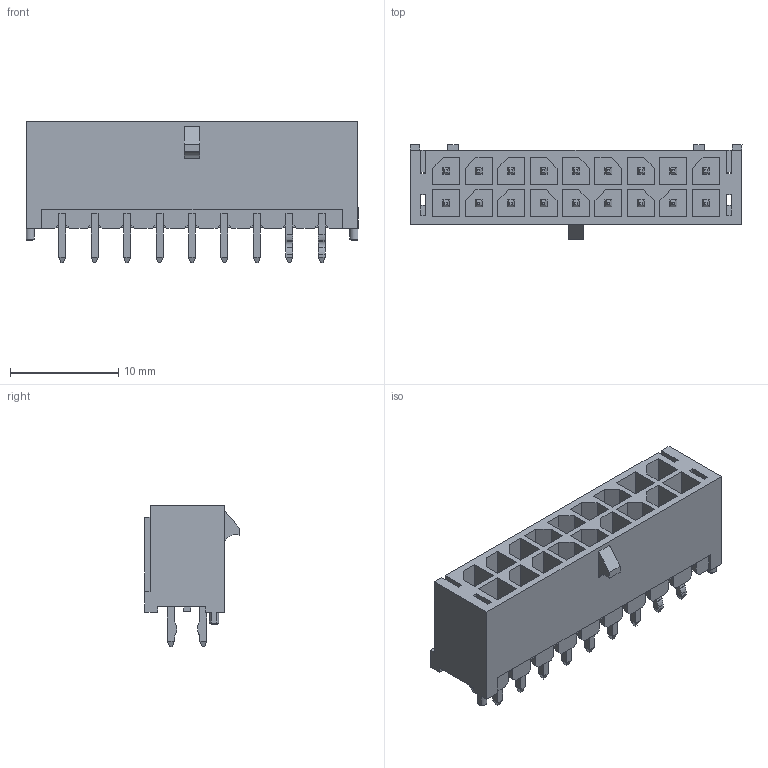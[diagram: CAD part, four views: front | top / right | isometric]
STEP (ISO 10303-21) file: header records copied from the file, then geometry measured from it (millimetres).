
FILE_DESCRIPTION(/* description */ ('Unknown'),/* implementation_level */ '2;1');
FILE_NAME(/* name */ 'J_Wurth_WR-MPC3_66201821122',/* time_stamp */ '2025-06-04T17:15:00+08:00',/* author */ ('Unknown'),/* organization */ ('Unknown'),/* preprocessor_version */ 'ST-DEVELOPER v19.4',/* originating_system */ 'Solid Edge',/* authorisation */ 'Unknown');
FILE_SCHEMA (('AUTOMOTIVE_DESIGN {1 0 10303 214 3 1 1}'));
Length unit declared in the file: millimetre
Products named in the file (2): J_Wurth_WR-MPC3_66201821122
Assembly tree (1 placements, depth 2):
  J_Wurth_WR-MPC3_66201821122
    J_Wurth_WR-MPC3_66201821122
Bounding box: 30.7 x 8.76 x 13.1 mm (x, y, z)
Volume: 1283.1 mm3; surface area: 3052.3 mm2
Topology: 1 solids, 1 shells, 842 faces, 2307 edges, 1464 vertices
Faces by surface type: plane 795, cylinder 41, cone 6
Entity records: 31912 total; most frequent: CARTESIAN_POINT 4657, ORIENTED_EDGE 4606, DIRECTION 4063, EDGE_CURVE 2303, LINE 2199, VECTOR 2199, VERTEX_POINT 1462, AXIS2_PLACEMENT_3D 932
